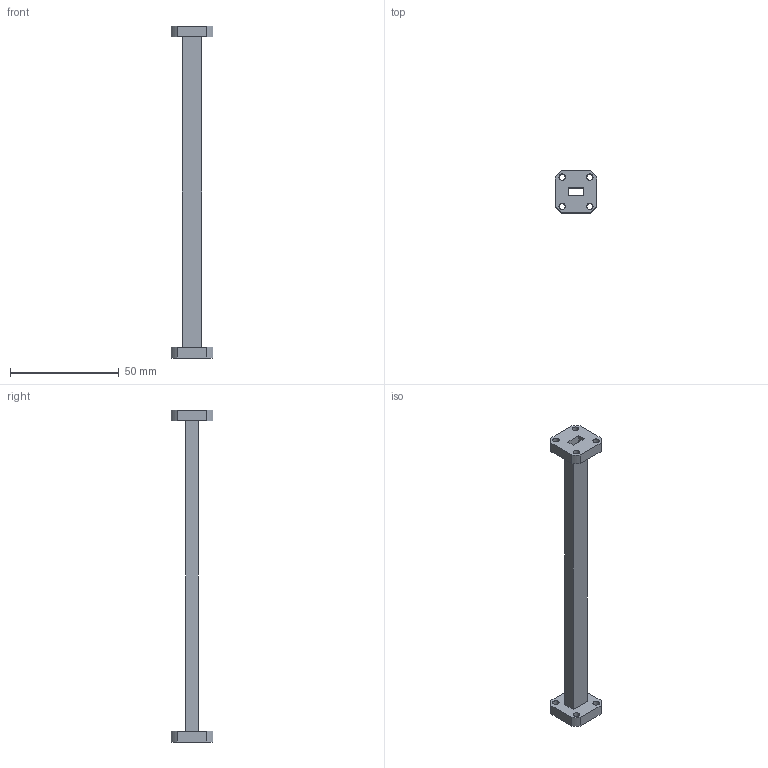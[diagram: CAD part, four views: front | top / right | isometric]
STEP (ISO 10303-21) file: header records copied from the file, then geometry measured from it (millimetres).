
FILE_DESCRIPTION(/* description */ (''),/* implementation_level */ '2;1');
FILE_NAME(/* name */ 'QMC-WGS28-S0600AU.step',/* time_stamp */ '2024-09-17T14:09:28-07:00',/* author */ (''),/* organization */ (''),/* preprocessor_version */ 'ST-DEVELOPER v20',/* originating_system */ 'Autodesk Translation Framework v13.14.0.145',/* authorisation */ '');
FILE_SCHEMA (('AUTOMOTIVE_DESIGN { 1 0 10303 214 3 1 1 }'));
Length unit declared in the file: inch
Products named in the file (3): WR28_Assembly_9-17-2024; WR28-Flange_9-16-2024; WaveguideSection_WR28
Assembly tree (3 placements, depth 2):
  WR28_Assembly_9-17-2024
    WR28-Flange_9-16-2024  x2
    WaveguideSection_WR28
Bounding box: 19.05 x 19.05 x 152.4 mm (x, y, z)
Volume: 6548.8 mm3; surface area: 9727.7 mm2
Topology: 3 solids, 3 shells, 46 faces, 120 edges, 80 vertices
Faces by surface type: plane 30, cylinder 16
Full cylindrical faces by diameter (mm): 2.946 x8
Entity records: 978 total; most frequent: DIRECTION 156, CARTESIAN_POINT 154, ORIENTED_EDGE 144, EDGE_CURVE 72, LINE 56, VECTOR 56, AXIS2_PLACEMENT_3D 50, VERTEX_POINT 48
